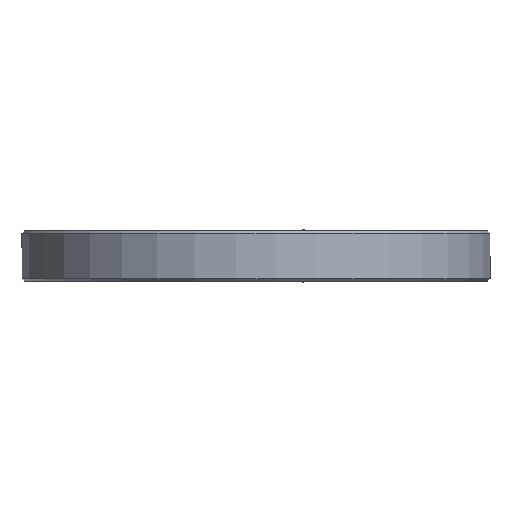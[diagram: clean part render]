
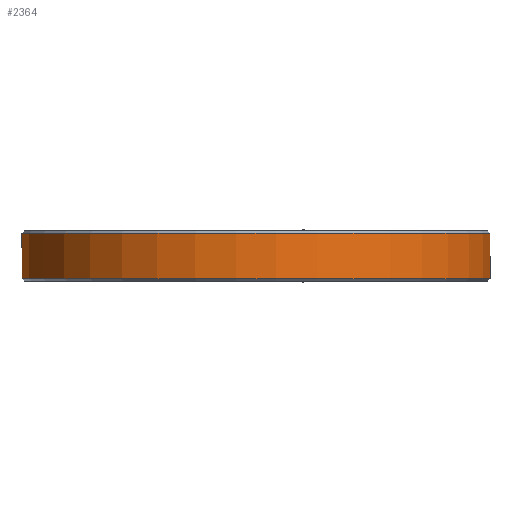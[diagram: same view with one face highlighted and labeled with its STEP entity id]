
A CAD part, front view. The second image highlights one B-rep face of the part: STEP entity #2364.
In plain terms, the highlighted cylindrical face has radius 25.04 mm (diameter 50.08 mm), a partial arc.
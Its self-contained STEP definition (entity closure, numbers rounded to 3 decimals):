
#106=CYLINDRICAL_SURFACE('',#2651,25.04);
#315=LINE('',#4237,#462);
#316=LINE('',#4239,#463);
#462=VECTOR('',#3284,10.);
#463=VECTOR('',#3287,10.);
#593=FACE_OUTER_BOUND('',#750,.T.);
#750=EDGE_LOOP('',(#1977,#1978,#1979,#1980));
#898=CIRCLE('',#2629,25.04);
#903=CIRCLE('',#2641,25.04);
#1102=VERTEX_POINT('',#4188);
#1103=VERTEX_POINT('',#4192);
#1106=VERTEX_POINT('',#4210);
#1108=VERTEX_POINT('',#4216);
#1394=EDGE_CURVE('',#1102,#1103,#898,.T.);
#1405=EDGE_CURVE('',#1106,#1108,#903,.T.);
#1416=EDGE_CURVE('',#1108,#1102,#315,.T.);
#1417=EDGE_CURVE('',#1103,#1106,#316,.T.);
#1977=ORIENTED_EDGE('',*,*,#1394,.F.);
#1978=ORIENTED_EDGE('',*,*,#1416,.F.);
#1979=ORIENTED_EDGE('',*,*,#1405,.F.);
#1980=ORIENTED_EDGE('',*,*,#1417,.F.);
#2364=ADVANCED_FACE('',(#593),#106,.T.);
#2629=AXIS2_PLACEMENT_3D('',#4194,#3228,#3229);
#2641=AXIS2_PLACEMENT_3D('',#4217,#3258,#3259);
#2651=AXIS2_PLACEMENT_3D('',#4238,#3285,#3286);
#3228=DIRECTION('center_axis',(0.,0.,1.));
#3229=DIRECTION('ref_axis',(1.,0.,0.));
#3258=DIRECTION('center_axis',(0.,0.,-1.));
#3259=DIRECTION('ref_axis',(1.,0.,0.));
#3284=DIRECTION('',(0.,0.,1.));
#3285=DIRECTION('center_axis',(0.,0.,1.));
#3286=DIRECTION('ref_axis',(0.,-1.,0.));
#3287=DIRECTION('',(0.,0.,-1.));
#4188=CARTESIAN_POINT('',(-6.65,24.141,5.1));
#4192=CARTESIAN_POINT('',(6.65,24.141,5.1));
#4194=CARTESIAN_POINT('Origin',(0.,0.,5.1));
#4210=CARTESIAN_POINT('',(6.65,24.141,0.3));
#4216=CARTESIAN_POINT('',(-6.65,24.141,0.3));
#4217=CARTESIAN_POINT('Origin',(0.,0.,0.3));
#4237=CARTESIAN_POINT('',(-6.65,24.141,0.));
#4238=CARTESIAN_POINT('Origin',(0.,0.,0.));
#4239=CARTESIAN_POINT('',(6.65,24.141,0.));
